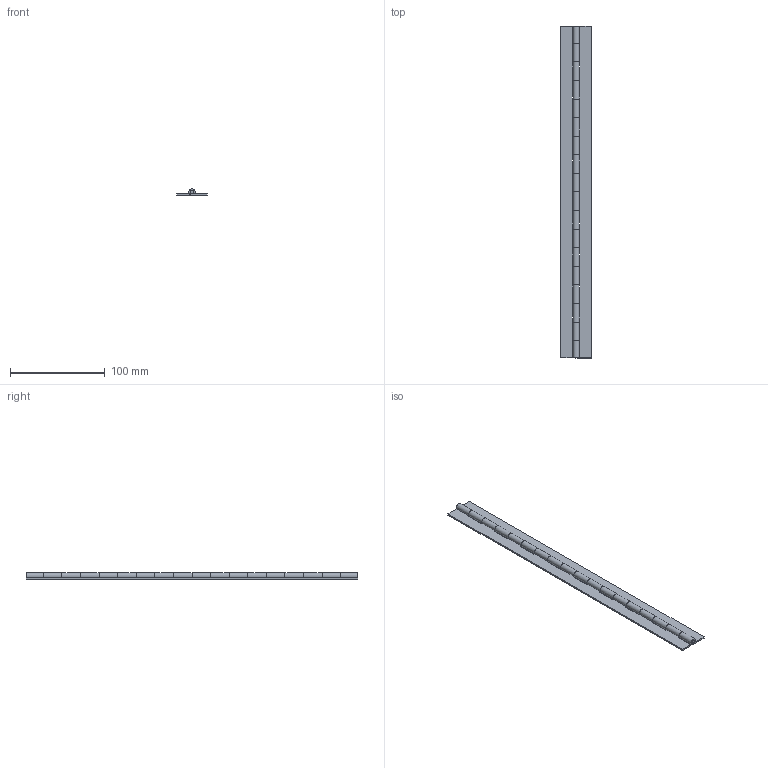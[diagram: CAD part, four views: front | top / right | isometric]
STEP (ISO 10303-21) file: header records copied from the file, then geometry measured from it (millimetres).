
FILE_DESCRIPTION (( 'STEP AP214' ), '1' );
FILE_NAME ('TH_76_7.STEP', '2015-05-22T01:25:25', ( '' ), ( '' ), 'SwSTEP 2.0', 'SolidWorks 2015', '' );
FILE_SCHEMA (( 'AUTOMOTIVE_DESIGN' ));
Length unit declared in the file: millimetre
Products named in the file (4): shaft; hinge piece_A; hinge piece_B; TH_76_7
Assembly tree (3 placements, depth 2):
  TH_76_7
    hinge piece_B
    hinge piece_A
    shaft
Bounding box: 32 x 350 x 6.7 mm (x, y, z)
Volume: 26512.1 mm3; surface area: 36113.6 mm2
Topology: 3 solids, 3 shells, 120 faces, 342 edges, 228 vertices
Faces by surface type: plane 82, cylinder 38
Entity records: 4056 total; most frequent: CARTESIAN_POINT 696, ORIENTED_EDGE 684, DIRECTION 670, EDGE_CURVE 342, VECTOR 266, LINE 266, VERTEX_POINT 228, AXIS2_PLACEMENT_3D 202
